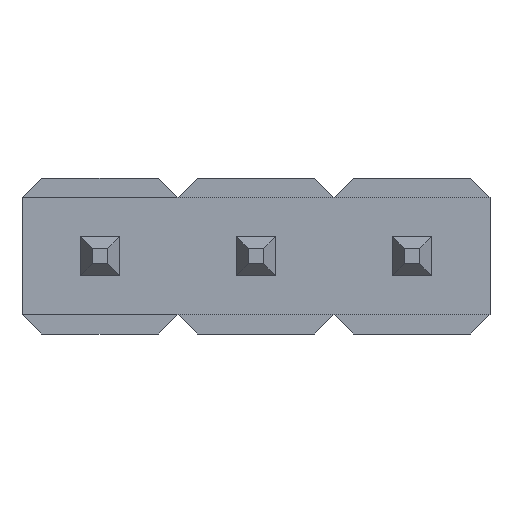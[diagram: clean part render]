
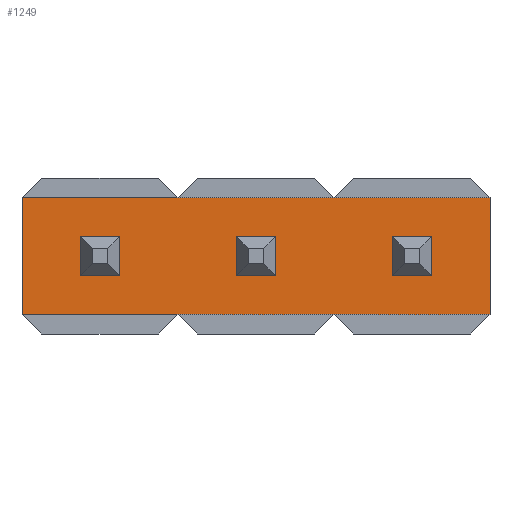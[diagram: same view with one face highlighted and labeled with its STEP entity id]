
A CAD part, front view. The second image highlights one B-rep face of the part: STEP entity #1249.
In plain terms, the highlighted free-form (B-spline) face has degree [1, 1] with [2, 2] control points.
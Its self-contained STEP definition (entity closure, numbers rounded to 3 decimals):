
#501=EDGE_CURVE('',#1055,#619,#1371,.T.);
#503=EDGE_CURVE('',#509,#1075,#1373,.T.);
#509=VERTEX_POINT('',#1380);
#537=EDGE_CURVE('',#1107,#801,#1411,.T.);
#619=VERTEX_POINT('',#1507);
#653=VERTEX_POINT('',#1543);
#705=EDGE_CURVE('',#941,#857,#1601,.T.);
#743=EDGE_CURVE('',#1219,#827,#1642,.T.);
#759=EDGE_CURVE('',#801,#1055,#1658,.T.);
#771=EDGE_CURVE('',#653,#1219,#1670,.T.);
#801=VERTEX_POINT('',#1704);
#827=VERTEX_POINT('',#1733);
#857=VERTEX_POINT('',#1767);
#877=EDGE_CURVE('',#827,#927,#1788,.T.);
#905=EDGE_CURVE('',#997,#933,#1822,.T.);
#927=VERTEX_POINT('',#1846);
#933=VERTEX_POINT('',#1852);
#941=VERTEX_POINT('',#1860);
#945=EDGE_CURVE('',#1113,#1197,#1865,.T.);
#997=VERTEX_POINT('',#1923);
#1005=VERTEX_POINT('',#1931);
#1055=VERTEX_POINT('',#1988);
#1075=VERTEX_POINT('',#2011);
#1095=EDGE_CURVE('',#941,#1107,#2032,.T.);
#1105=EDGE_CURVE('',#1291,#509,#2042,.T.);
#1107=VERTEX_POINT('',#2044);
#1113=VERTEX_POINT('',#2050);
#1121=EDGE_CURVE('',#1075,#1281,#2059,.T.);
#1125=EDGE_CURVE('',#1005,#619,#2064,.T.);
#1127=VERTEX_POINT('',#2066);
#1157=EDGE_CURVE('',#1197,#997,#2100,.T.);
#1195=EDGE_CURVE('',#927,#653,#2143,.T.);
#1197=VERTEX_POINT('',#2145);
#1219=VERTEX_POINT('',#2168);
#1249=ADVANCED_FACE('',(#2200,#2201,#2202,#2203),#2204,.F.);
#1255=EDGE_CURVE('',#1127,#1005,#2210,.T.);
#1265=EDGE_CURVE('',#1281,#1291,#2220,.T.);
#1273=EDGE_CURVE('',#933,#1113,#2228,.T.);
#1281=VERTEX_POINT('',#2236);
#1291=VERTEX_POINT('',#2248);
#1301=EDGE_CURVE('',#857,#1127,#2258,.T.);
#1371=LINE('',#2356,#2357);
#1373=LINE('',#2360,#2361);
#1380=CARTESIAN_POINT('',(4.215,-1.25,0.215));
#1411=LINE('',#2430,#2431);
#1507=CARTESIAN_POINT('',(1.0,-1.25,0.75));
#1543=CARTESIAN_POINT('',(1.785,-1.25,0.215));
#1601=LINE('',#2758,#2759);
#1642=LINE('',#2827,#2828);
#1658=LINE('',#2851,#2852);
#1670=LINE('',#2871,#2872);
#1704=CARTESIAN_POINT('',(3.0,-1.25,-0.75));
#1733=CARTESIAN_POINT('',(2.215,-1.25,-0.215));
#1767=CARTESIAN_POINT('',(7.0,-1.25,0.75));
#1788=LINE('',#3079,#3080);
#1822=LINE('',#3138,#3139);
#1846=CARTESIAN_POINT('',(1.785,-1.25,-0.215));
#1852=CARTESIAN_POINT('',(6.215,-1.25,0.215));
#1860=CARTESIAN_POINT('',(7.0,-1.25,-0.75));
#1865=LINE('',#3208,#3209);
#1923=CARTESIAN_POINT('',(5.785,-1.25,0.215));
#1931=CARTESIAN_POINT('',(3.0,-1.25,0.75));
#1988=CARTESIAN_POINT('',(1.0,-1.25,-0.75));
#2011=CARTESIAN_POINT('',(4.215,-1.25,-0.215));
#2032=LINE('',#3493,#3494);
#2042=LINE('',#3509,#3510);
#2044=CARTESIAN_POINT('',(5.0,-1.25,-0.75));
#2050=CARTESIAN_POINT('',(6.215,-1.25,-0.215));
#2059=LINE('',#3537,#3538);
#2064=LINE('',#3547,#3548);
#2066=CARTESIAN_POINT('',(5.0,-1.25,0.75));
#2100=LINE('',#3611,#3612);
#2143=LINE('',#3685,#3686);
#2145=CARTESIAN_POINT('',(5.785,-1.25,-0.215));
#2168=CARTESIAN_POINT('',(2.215,-1.25,0.215));
#2200=FACE_OUTER_BOUND('',#3780,.T.);
#2201=FACE_BOUND('',#3781,.T.);
#2202=FACE_BOUND('',#3782,.T.);
#2203=FACE_BOUND('',#3783,.T.);
#2204=B_SPLINE_SURFACE_WITH_KNOTS('',1,1,((#3784,#3785),(#3786,#3787)),.UNSPECIFIED.,.F.,.F.,.F.,(2,2),(2,2),(0.0,6.0),(0.0,1.5),.UNSPECIFIED.);
#2210=LINE('',#3798,#3799);
#2220=LINE('',#3816,#3817);
#2228=LINE('',#3828,#3829);
#2236=CARTESIAN_POINT('',(3.785,-1.25,-0.215));
#2248=CARTESIAN_POINT('',(3.785,-1.25,0.215));
#2258=LINE('',#3872,#3873);
#2356=CARTESIAN_POINT('',(1.0,-1.25,-0.75));
#2357=VECTOR('',#3927,1.5);
#2360=CARTESIAN_POINT('',(4.215,-1.25,0.215));
#2361=VECTOR('',#3928,0.43);
#2430=CARTESIAN_POINT('',(5.0,-1.25,-0.75));
#2431=VECTOR('',#3958,2.0);
#2758=CARTESIAN_POINT('',(7.0,-1.25,-0.75));
#2759=VECTOR('',#4107,1.5);
#2827=CARTESIAN_POINT('',(2.215,-1.25,0.215));
#2828=VECTOR('',#4133,0.43);
#2851=CARTESIAN_POINT('',(3.0,-1.25,-0.75));
#2852=VECTOR('',#4137,2.0);
#2871=CARTESIAN_POINT('',(1.785,-1.25,0.215));
#2872=VECTOR('',#4141,0.43);
#3079=CARTESIAN_POINT('',(2.215,-1.25,-0.215));
#3080=VECTOR('',#4230,0.43);
#3138=CARTESIAN_POINT('',(5.785,-1.25,0.215));
#3139=VECTOR('',#4281,0.43);
#3208=CARTESIAN_POINT('',(6.215,-1.25,-0.215));
#3209=VECTOR('',#4305,0.43);
#3493=CARTESIAN_POINT('',(7.0,-1.25,-0.75));
#3494=VECTOR('',#4427,2.0);
#3509=CARTESIAN_POINT('',(3.785,-1.25,0.215));
#3510=VECTOR('',#4430,0.43);
#3537=CARTESIAN_POINT('',(4.215,-1.25,-0.215));
#3538=VECTOR('',#4439,0.43);
#3547=CARTESIAN_POINT('',(3.0,-1.25,0.75));
#3548=VECTOR('',#4445,2.0);
#3611=CARTESIAN_POINT('',(5.785,-1.25,-0.215));
#3612=VECTOR('',#4473,0.43);
#3685=CARTESIAN_POINT('',(1.785,-1.25,-0.215));
#3686=VECTOR('',#4508,0.43);
#3780=EDGE_LOOP('',(#4540,#4541,#4542,#4543,#4544,#4545,#4546,#4547));
#3781=EDGE_LOOP('',(#4548,#4549,#4550,#4551));
#3782=EDGE_LOOP('',(#4552,#4553,#4554,#4555));
#3783=EDGE_LOOP('',(#4556,#4557,#4558,#4559));
#3784=CARTESIAN_POINT('',(1.0,-1.25,0.75));
#3785=CARTESIAN_POINT('',(1.0,-1.25,-0.75));
#3786=CARTESIAN_POINT('',(7.0,-1.25,0.75));
#3787=CARTESIAN_POINT('',(7.0,-1.25,-0.75));
#3798=CARTESIAN_POINT('',(5.0,-1.25,0.75));
#3799=VECTOR('',#4562,2.0);
#3816=CARTESIAN_POINT('',(3.785,-1.25,-0.215));
#3817=VECTOR('',#4566,0.43);
#3828=CARTESIAN_POINT('',(6.215,-1.25,0.215));
#3829=VECTOR('',#4568,0.43);
#3872=CARTESIAN_POINT('',(7.0,-1.25,0.75));
#3873=VECTOR('',#4585,2.0);
#3927=DIRECTION('',(0.0,0.0,1.0));
#3928=DIRECTION('',(0.0,0.0,-1.0));
#3958=DIRECTION('',(-1.0,0.0,0.0));
#4107=DIRECTION('',(0.0,0.0,1.0));
#4133=DIRECTION('',(0.0,0.0,-1.0));
#4137=DIRECTION('',(-1.0,0.0,0.0));
#4141=DIRECTION('',(1.0,0.0,0.0));
#4230=DIRECTION('',(-1.0,0.0,0.0));
#4281=DIRECTION('',(1.0,0.0,0.0));
#4305=DIRECTION('',(-1.0,0.0,0.0));
#4427=DIRECTION('',(-1.0,0.0,0.0));
#4430=DIRECTION('',(1.0,0.0,0.0));
#4439=DIRECTION('',(-1.0,0.0,0.0));
#4445=DIRECTION('',(-1.0,0.0,0.0));
#4473=DIRECTION('',(0.0,0.0,1.0));
#4508=DIRECTION('',(0.0,0.0,1.0));
#4540=ORIENTED_EDGE('',*,*,#1125,.T.);
#4541=ORIENTED_EDGE('',*,*,#501,.F.);
#4542=ORIENTED_EDGE('',*,*,#759,.F.);
#4543=ORIENTED_EDGE('',*,*,#537,.F.);
#4544=ORIENTED_EDGE('',*,*,#1095,.F.);
#4545=ORIENTED_EDGE('',*,*,#705,.T.);
#4546=ORIENTED_EDGE('',*,*,#1301,.T.);
#4547=ORIENTED_EDGE('',*,*,#1255,.T.);
#4548=ORIENTED_EDGE('',*,*,#503,.T.);
#4549=ORIENTED_EDGE('',*,*,#1121,.T.);
#4550=ORIENTED_EDGE('',*,*,#1265,.T.);
#4551=ORIENTED_EDGE('',*,*,#1105,.T.);
#4552=ORIENTED_EDGE('',*,*,#743,.T.);
#4553=ORIENTED_EDGE('',*,*,#877,.T.);
#4554=ORIENTED_EDGE('',*,*,#1195,.T.);
#4555=ORIENTED_EDGE('',*,*,#771,.T.);
#4556=ORIENTED_EDGE('',*,*,#1273,.T.);
#4557=ORIENTED_EDGE('',*,*,#945,.T.);
#4558=ORIENTED_EDGE('',*,*,#1157,.T.);
#4559=ORIENTED_EDGE('',*,*,#905,.T.);
#4562=DIRECTION('',(-1.0,0.0,0.0));
#4566=DIRECTION('',(0.0,0.0,1.0));
#4568=DIRECTION('',(0.0,0.0,-1.0));
#4585=DIRECTION('',(-1.0,0.0,0.0));
